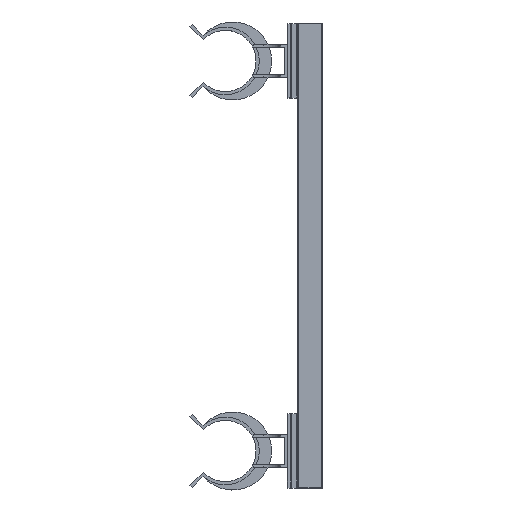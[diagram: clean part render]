
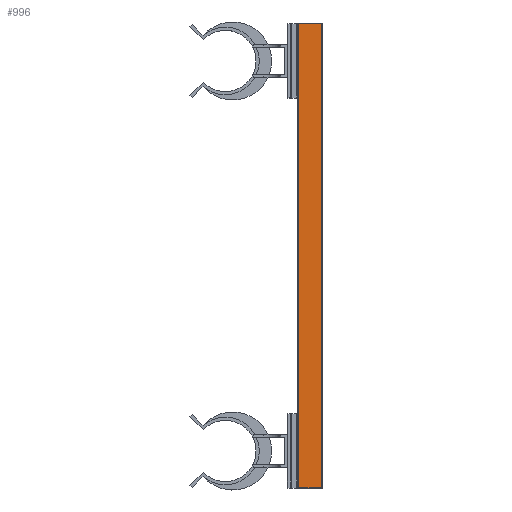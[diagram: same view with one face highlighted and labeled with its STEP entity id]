
A CAD part, top view. The second image highlights one B-rep face of the part: STEP entity #996.
In plain terms, the highlighted face is planar.
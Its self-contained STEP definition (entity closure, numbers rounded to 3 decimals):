
#996=ADVANCED_FACE('',(#2275),#2276,.T.);
#2275=FACE_OUTER_BOUND('',#3649,.T.);
#2276=PLANE('',#3650);
#3649=EDGE_LOOP('',(#9025,#9026,#9027,#9028));
#3650=AXIS2_PLACEMENT_3D('',#9029,#9030,#9031);
#9025=ORIENTED_EDGE('',*,*,#11763,.F.);
#9026=ORIENTED_EDGE('',*,*,#11764,.T.);
#9027=ORIENTED_EDGE('',*,*,#11618,.F.);
#9028=ORIENTED_EDGE('',*,*,#11704,.T.);
#9029=CARTESIAN_POINT('',(246.053,143.923,31.865));
#9030=DIRECTION('',(0.,1.0,0.));
#9031=DIRECTION('',(1.0,0.,0.0));
#11618=EDGE_CURVE('',#14623,#14625,#14626,.T.);
#11704=EDGE_CURVE('',#14623,#14785,#14787,.T.);
#11763=EDGE_CURVE('',#14871,#14785,#14873,.T.);
#11764=EDGE_CURVE('',#14871,#14625,#14874,.T.);
#14623=VERTEX_POINT('',#18763);
#14625=VERTEX_POINT('',#18765);
#14626=LINE('',#18766,#18767);
#14785=VERTEX_POINT('',#18966);
#14787=LINE('',#18968,#18969);
#14871=VERTEX_POINT('',#19087);
#14873=LINE('',#19089,#19090);
#14874=LINE('',#19091,#19092);
#18763=CARTESIAN_POINT('',(258.553,143.923,-93.135));
#18765=CARTESIAN_POINT('',(258.553,143.923,156.865));
#18766=CARTESIAN_POINT('',(258.553,143.923,31.865));
#18767=VECTOR('',#22920,1.0);
#18966=CARTESIAN_POINT('',(246.553,143.923,-93.135));
#18968=CARTESIAN_POINT('',(259.053,143.923,-93.135));
#18969=VECTOR('',#23096,1.0);
#19087=CARTESIAN_POINT('',(246.553,143.923,156.865));
#19089=CARTESIAN_POINT('',(246.553,143.923,31.865));
#19090=VECTOR('',#23203,1.0);
#19091=CARTESIAN_POINT('',(259.053,143.923,156.865));
#19092=VECTOR('',#23204,1.0);
#22920=DIRECTION('',(0.,0.,1.0));
#23096=DIRECTION('',(-1.0,0.,0.));
#23203=DIRECTION('',(0.,0.,-1.0));
#23204=DIRECTION('',(1.0,0.,0.));
